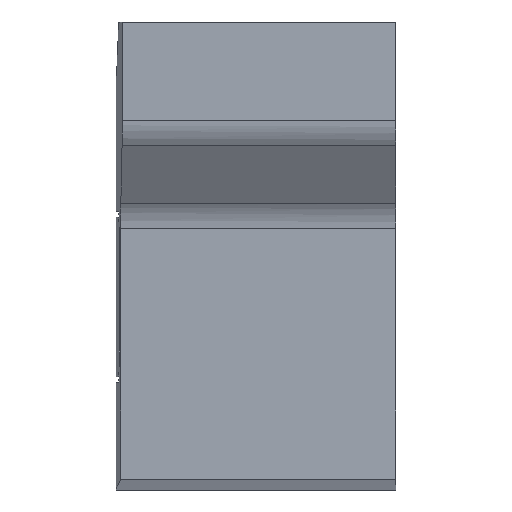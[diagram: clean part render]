
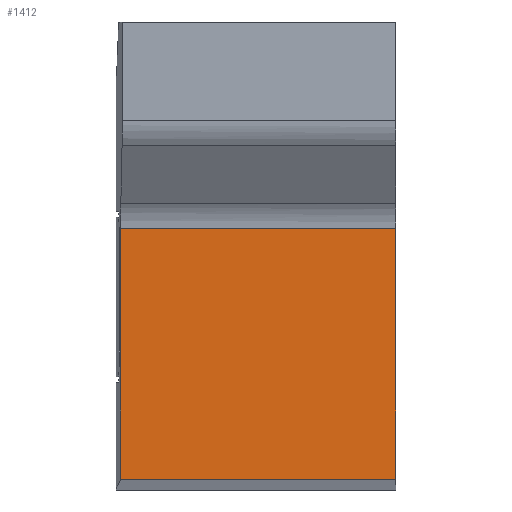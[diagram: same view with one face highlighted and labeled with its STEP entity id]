
A CAD part, front view. The second image highlights one B-rep face of the part: STEP entity #1412.
In plain terms, the highlighted planar face has unit normal (0, -1, 0).
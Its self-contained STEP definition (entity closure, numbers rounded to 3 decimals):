
#76 = CARTESIAN_POINT ( 'NONE',  ( 6.46, 17., -66.469 ) ) ;
#132 = LINE ( 'NONE', #508, #899 ) ;
#178 = EDGE_CURVE ( 'NONE', #1003, #1023, #1772, .T. ) ;
#192 = EDGE_LOOP ( 'NONE', ( #1740, #1309, #2074, #1699 ) ) ;
#246 = VERTEX_POINT ( 'NONE', #76 ) ;
#361 = EDGE_CURVE ( 'NONE', #1003, #701, #132, .T. ) ;
#383 = VECTOR ( 'NONE', #1770, 1000. ) ;
#384 = DIRECTION ( 'NONE',  ( 0., 0., -1. ) ) ;
#454 = DIRECTION ( 'NONE',  ( 0., 1., 0. ) ) ;
#508 = CARTESIAN_POINT ( 'NONE',  ( 190., 17., -147. ) ) ;
#701 = VERTEX_POINT ( 'NONE', #1056 ) ;
#761 = DIRECTION ( 'NONE',  ( 0., 0., 1. ) ) ;
#899 = VECTOR ( 'NONE', #1046, 1000. ) ;
#931 = VECTOR ( 'NONE', #761, 1000. ) ;
#1003 = VERTEX_POINT ( 'NONE', #1694 ) ;
#1023 = VERTEX_POINT ( 'NONE', #1024 ) ;
#1024 = CARTESIAN_POINT ( 'NONE',  ( 95., 17., -66.469 ) ) ;
#1046 = DIRECTION ( 'NONE',  ( -1., 0., 0. ) ) ;
#1056 = CARTESIAN_POINT ( 'NONE',  ( 6.46, 17., -147. ) ) ;
#1113 = CARTESIAN_POINT ( 'NONE',  ( 190., 17., -62. ) ) ;
#1309 = ORIENTED_EDGE ( 'NONE', *, *, #1407, .T. ) ;
#1407 = EDGE_CURVE ( 'NONE', #1023, #246, #2094, .T. ) ;
#1412 = ADVANCED_FACE ( 'NONE', ( #1659 ), #1445, .F. ) ;
#1445 = PLANE ( 'NONE',  #1604 ) ;
#1604 = AXIS2_PLACEMENT_3D ( 'NONE', #1113, #454, #1607 ) ;
#1607 = DIRECTION ( 'NONE',  ( 0., 0., 1. ) ) ;
#1659 = FACE_OUTER_BOUND ( 'NONE', #192, .T. ) ;
#1666 = VECTOR ( 'NONE', #384, 1000. ) ;
#1694 = CARTESIAN_POINT ( 'NONE',  ( 95., 17., -147. ) ) ;
#1699 = ORIENTED_EDGE ( 'NONE', *, *, #361, .F. ) ;
#1740 = ORIENTED_EDGE ( 'NONE', *, *, #178, .T. ) ;
#1770 = DIRECTION ( 'NONE',  ( -1., 0., 0. ) ) ;
#1772 = LINE ( 'NONE', #1918, #931 ) ;
#1918 = CARTESIAN_POINT ( 'NONE',  ( 95., 17., -62. ) ) ;
#1992 = EDGE_CURVE ( 'NONE', #246, #701, #2106, .T. ) ;
#2035 = CARTESIAN_POINT ( 'NONE',  ( 6.46, 17., -62. ) ) ;
#2074 = ORIENTED_EDGE ( 'NONE', *, *, #1992, .T. ) ;
#2094 = LINE ( 'NONE', #2097, #383 ) ;
#2097 = CARTESIAN_POINT ( 'NONE',  ( 6.46, 17., -66.469 ) ) ;
#2106 = LINE ( 'NONE', #2035, #1666 ) ;
